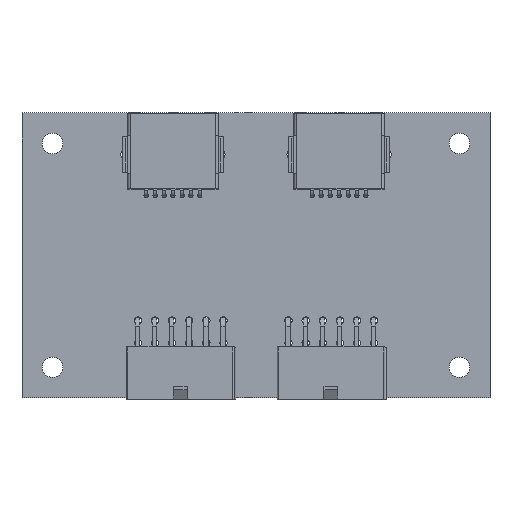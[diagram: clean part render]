
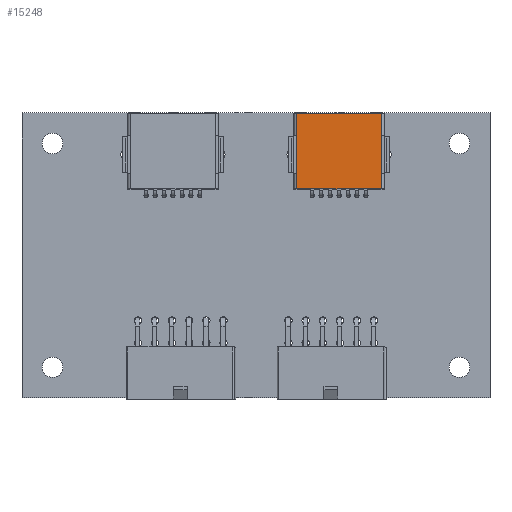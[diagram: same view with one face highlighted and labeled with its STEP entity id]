
A CAD part, top view. The second image highlights one B-rep face of the part: STEP entity #15248.
In plain terms, the highlighted face is planar.
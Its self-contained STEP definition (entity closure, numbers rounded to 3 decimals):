
#13809 = VERTEX_POINT('',#13810);
#13810 = CARTESIAN_POINT('',(10.4,5.7,-3.5));
#13908 = VERTEX_POINT('',#13909);
#13909 = CARTESIAN_POINT('',(-10.4,5.7,-3.5));
#13916 = EDGE_CURVE('',#13908,#13809,#13917,.T.);
#13917 = LINE('',#13918,#13919);
#13918 = CARTESIAN_POINT('',(0.,5.7,-3.5));
#13919 = VECTOR('',#13920,1.);
#13920 = DIRECTION('',(1.,0.,0.));
#15248 = ADVANCED_FACE('',(#15249),#15306,.T.);
#15249 = FACE_BOUND('',#15250,.T.);
#15250 = EDGE_LOOP('',(#15251,#15259,#15260,#15268,#15276,#15284,#15292,
    #15300));
#15251 = ORIENTED_EDGE('',*,*,#15252,.T.);
#15252 = EDGE_CURVE('',#15253,#13809,#15255,.T.);
#15253 = VERTEX_POINT('',#15254);
#15254 = CARTESIAN_POINT('',(10.4,5.7,0.25));
#15255 = LINE('',#15256,#15257);
#15256 = CARTESIAN_POINT('',(10.4,5.7,-3.5));
#15257 = VECTOR('',#15258,1.);
#15258 = DIRECTION('',(0.,0.,-1.));
#15259 = ORIENTED_EDGE('',*,*,#13916,.F.);
#15260 = ORIENTED_EDGE('',*,*,#15261,.T.);
#15261 = EDGE_CURVE('',#13908,#15262,#15264,.T.);
#15262 = VERTEX_POINT('',#15263);
#15263 = CARTESIAN_POINT('',(-10.4,5.7,0.25));
#15264 = LINE('',#15265,#15266);
#15265 = CARTESIAN_POINT('',(-10.4,5.7,0.25));
#15266 = VECTOR('',#15267,1.);
#15267 = DIRECTION('',(0.,0.,1.));
#15268 = ORIENTED_EDGE('',*,*,#15269,.T.);
#15269 = EDGE_CURVE('',#15262,#15270,#15272,.T.);
#15270 = VERTEX_POINT('',#15271);
#15271 = CARTESIAN_POINT('',(-10.4,5.7,9.55));
#15272 = LINE('',#15273,#15274);
#15273 = CARTESIAN_POINT('',(-10.4,5.7,0.25));
#15274 = VECTOR('',#15275,1.);
#15275 = DIRECTION('',(0.,0.,1.));
#15276 = ORIENTED_EDGE('',*,*,#15277,.T.);
#15277 = EDGE_CURVE('',#15270,#15278,#15280,.T.);
#15278 = VERTEX_POINT('',#15279);
#15279 = CARTESIAN_POINT('',(-10.4,5.7,15.));
#15280 = LINE('',#15281,#15282);
#15281 = CARTESIAN_POINT('',(-10.4,5.7,15.));
#15282 = VECTOR('',#15283,1.);
#15283 = DIRECTION('',(0.,0.,1.));
#15284 = ORIENTED_EDGE('',*,*,#15285,.F.);
#15285 = EDGE_CURVE('',#15286,#15278,#15288,.T.);
#15286 = VERTEX_POINT('',#15287);
#15287 = CARTESIAN_POINT('',(10.4,5.7,15.));
#15288 = LINE('',#15289,#15290);
#15289 = CARTESIAN_POINT('',(-0.5,5.7,15.));
#15290 = VECTOR('',#15291,1.);
#15291 = DIRECTION('',(-1.,0.,0.));
#15292 = ORIENTED_EDGE('',*,*,#15293,.T.);
#15293 = EDGE_CURVE('',#15286,#15294,#15296,.T.);
#15294 = VERTEX_POINT('',#15295);
#15295 = CARTESIAN_POINT('',(10.4,5.7,9.55));
#15296 = LINE('',#15297,#15298);
#15297 = CARTESIAN_POINT('',(10.4,5.7,-3.5));
#15298 = VECTOR('',#15299,1.);
#15299 = DIRECTION('',(0.,0.,-1.));
#15300 = ORIENTED_EDGE('',*,*,#15301,.F.);
#15301 = EDGE_CURVE('',#15253,#15294,#15302,.T.);
#15302 = LINE('',#15303,#15304);
#15303 = CARTESIAN_POINT('',(10.4,5.7,0.25));
#15304 = VECTOR('',#15305,1.);
#15305 = DIRECTION('',(0.,0.,1.));
#15306 = PLANE('',#15307);
#15307 = AXIS2_PLACEMENT_3D('',#15308,#15309,#15310);
#15308 = CARTESIAN_POINT('',(0.,5.7,-3.5));
#15309 = DIRECTION('',(0.,1.,0.));
#15310 = DIRECTION('',(0.,0.,1.));
